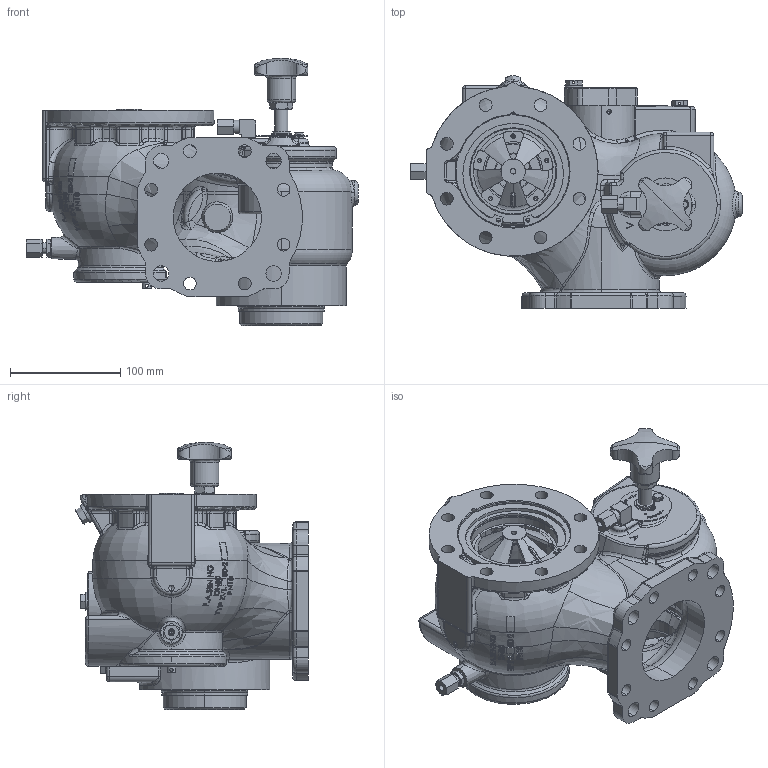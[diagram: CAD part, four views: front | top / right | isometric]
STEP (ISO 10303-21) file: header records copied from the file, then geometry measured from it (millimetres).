
FILE_DESCRIPTION (( 'STEP AP214' ), '1' );
FILE_NAME ('ZVL80-2D_21720.STEP', '2014-11-20T09:29:56', ( 'Admin2' ), ( '' ), 'SwSTEP 2.0', 'SolidWorks 2010', '' );
FILE_SCHEMA (( 'AUTOMOTIVE_DESIGN' ));
Length unit declared in the file: millimetre
Products named in the file (1): ZVL80-2D_21720
Bounding box: 301 x 210.76 x 242.14 mm (x, y, z)
Volume: 2308177.2 mm3; surface area: 532538.2 mm2
Topology: 28 solids, 28 shells, 2702 faces, 6699 edges, 4054 vertices
Faces by surface type: cylinder 721, plane 669, bspline 662, torus 300, cone 282, sphere 68
Entity records: 146331 total; most frequent: CARTESIAN_POINT 57194, ORIENTED_EDGE 13170, DIRECTION 11178, EDGE_CURVE 6585, AXIS2_PLACEMENT_3D 4535, VERTEX_POINT 4046, EDGE_LOOP 2953, UNCERTAINTY_MEASURE_WITH_UNIT 2732
